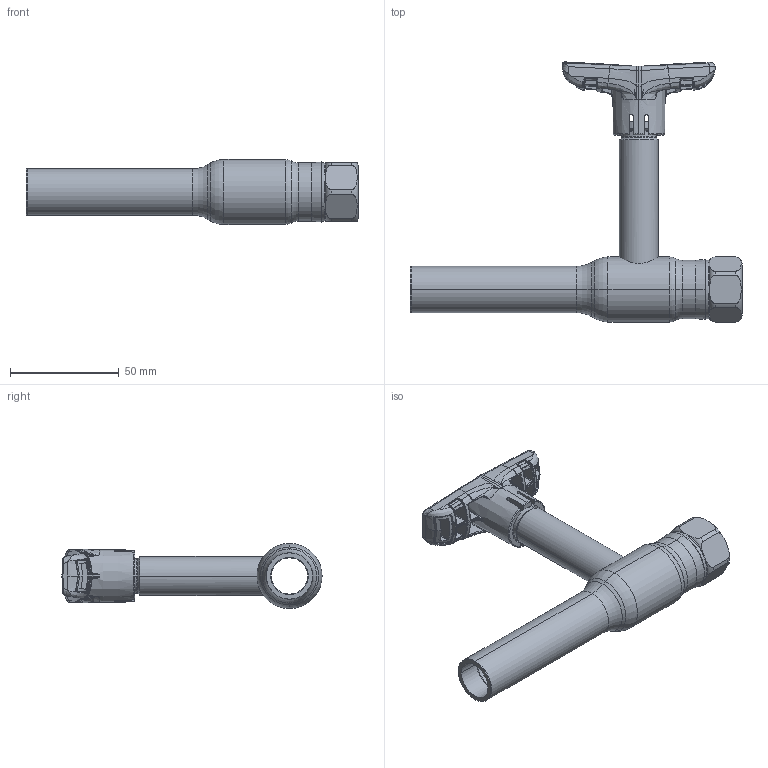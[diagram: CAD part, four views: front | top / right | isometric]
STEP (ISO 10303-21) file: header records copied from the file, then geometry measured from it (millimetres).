
FILE_DESCRIPTION (( 'STEP AP214' ), '1' );
FILE_NAME ('1015003601-2401.step', '2023-09-14T10:16:28', ( '' ), ( '' ), 'SwSTEP 2.0', 'SolidWorks 2021', '' );
FILE_SCHEMA (( 'AUTOMOTIVE_DESIGN' ));
Length unit declared in the file: millimetre
Products named in the file (1): 1015003601-2401
Bounding box: 153 x 119.86 x 30 mm (x, y, z)
Surface area: 29964.5 mm2 (no closed solid volume)
Topology: 0 solids, 5 shells, 654 faces, 1970 edges, 1236 vertices
Faces by surface type: bspline 499, plane 56, cylinder 40, torus 31, cone 23, sphere 5
Entity records: 51227 total; most frequent: CARTESIAN_POINT 31042, ORIENTED_EDGE 3365, EDGE_CURVE 1966, DIRECTION 1360, B_SPLINE_CURVE_WITH_KNOTS 1358, VERTEX_POINT 1236, EDGE_LOOP 661, UNCERTAINTY_MEASURE_WITH_UNIT 656
